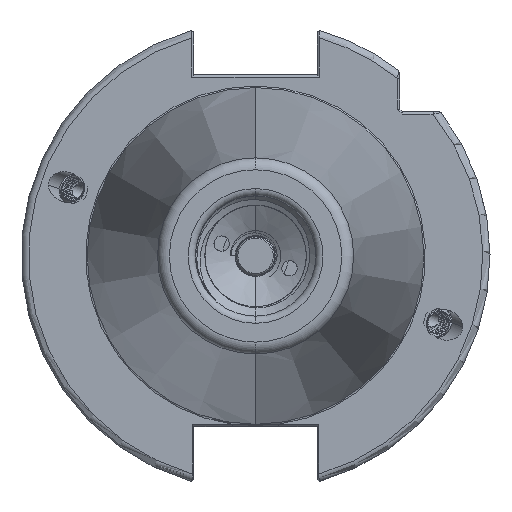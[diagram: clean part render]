
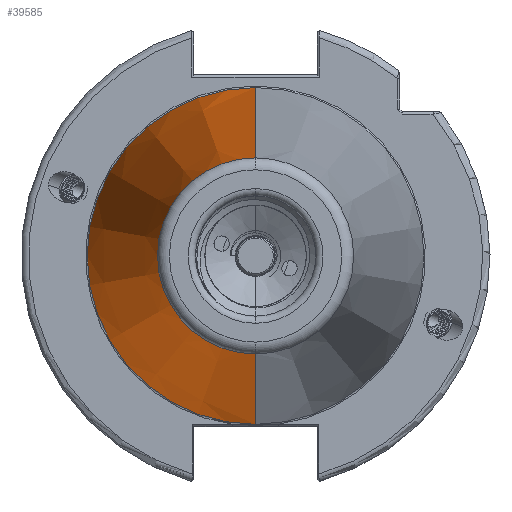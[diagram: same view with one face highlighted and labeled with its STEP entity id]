
A CAD part, left-side view. The second image highlights one B-rep face of the part: STEP entity #39585.
In plain terms, the highlighted conical face has half-angle 8.297 degrees and reference radius 35.392 mm.
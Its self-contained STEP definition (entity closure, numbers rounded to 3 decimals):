
#981 = EDGE_CURVE ( 'NONE', #16478, #16410, #28878, .T. ) ;
#982 = EDGE_CURVE ( 'NONE', #16451, #16410, #28880, .T. ) ;
#1005 = EDGE_CURVE ( 'NONE', #16475, #16478, #28884, .T. ) ;
#1037 = EDGE_CURVE ( 'NONE', #16475, #16454, #28972, .T. ) ;
#1059 = EDGE_CURVE ( 'NONE', #16454, #16451, #28979, .T. ) ;
#3578 = CONICAL_SURFACE ( 'NONE', #18666, 35.392, 0.145 ) ;
#3608 = FACE_OUTER_BOUND ( 'NONE', #16246, .T. ) ;
#13381 = AXIS2_PLACEMENT_3D ( 'NONE', #39411, #39399, #39453 ) ;
#13391 = AXIS2_PLACEMENT_3D ( 'NONE', #38839, #38863, #38867 ) ;
#13398 = AXIS2_PLACEMENT_3D ( 'NONE', #36615, #36618, #36622 ) ;
#16246 = EDGE_LOOP ( 'NONE', ( #17147, #32599, #32602, #32571, #32596 ) ) ;
#16410 = VERTEX_POINT ( 'NONE', #19719 ) ;
#16451 = VERTEX_POINT ( 'NONE', #19775 ) ;
#16454 = VERTEX_POINT ( 'NONE', #19780 ) ;
#16475 = VERTEX_POINT ( 'NONE', #19807 ) ;
#16478 = VERTEX_POINT ( 'NONE', #19851 ) ;
#17147 = ORIENTED_EDGE ( 'NONE', *, *, #1005, .T. ) ;
#18666 = AXIS2_PLACEMENT_3D ( 'NONE', #38271, #38243, #38188 ) ;
#19719 = CARTESIAN_POINT ( 'NONE',  ( -2.5, 0., 35.027 ) ) ;
#19775 = CARTESIAN_POINT ( 'NONE',  ( -2.5, 35.027, 0. ) ) ;
#19780 = CARTESIAN_POINT ( 'NONE',  ( -2.5, 0., -35.027 ) ) ;
#19807 = CARTESIAN_POINT ( 'NONE',  ( -102.811, 0., -20.399 ) ) ;
#19851 = CARTESIAN_POINT ( 'NONE',  ( -102.811, 0., 20.399 ) ) ;
#28878 = LINE ( 'NONE', #36621, #28912 ) ;
#28880 = CIRCLE ( 'NONE', #13398, 35.027 ) ;
#28884 = CIRCLE ( 'NONE', #13391, 20.399 ) ;
#28912 = VECTOR ( 'NONE', #36600, 1000. ) ;
#28959 = VECTOR ( 'NONE', #39203, 1000. ) ;
#28972 = LINE ( 'NONE', #39170, #28959 ) ;
#28979 = CIRCLE ( 'NONE', #13381, 35.027 ) ;
#32571 = ORIENTED_EDGE ( 'NONE', *, *, #1059, .F. ) ;
#32596 = ORIENTED_EDGE ( 'NONE', *, *, #1037, .F. ) ;
#32599 = ORIENTED_EDGE ( 'NONE', *, *, #981, .T. ) ;
#32602 = ORIENTED_EDGE ( 'NONE', *, *, #982, .F. ) ;
#36600 = DIRECTION ( 'NONE',  ( 0.99, 0., 0.144 ) ) ;
#36615 = CARTESIAN_POINT ( 'NONE',  ( -2.5, 0., 0. ) ) ;
#36618 = DIRECTION ( 'NONE',  ( 1., 0., 0. ) ) ;
#36621 = CARTESIAN_POINT ( 'NONE',  ( 0., 0., 35.392 ) ) ;
#36622 = DIRECTION ( 'NONE',  ( 0., 1., 0. ) ) ;
#38188 = DIRECTION ( 'NONE',  ( 0., 0., -1. ) ) ;
#38243 = DIRECTION ( 'NONE',  ( 1., 0., 0. ) ) ;
#38271 = CARTESIAN_POINT ( 'NONE',  ( 0., 0., 0. ) ) ;
#38839 = CARTESIAN_POINT ( 'NONE',  ( -102.811, 0., 0. ) ) ;
#38863 = DIRECTION ( 'NONE',  ( 1., 0., 0. ) ) ;
#38867 = DIRECTION ( 'NONE',  ( 0., 0., 1. ) ) ;
#39170 = CARTESIAN_POINT ( 'NONE',  ( 0., 0., -35.392 ) ) ;
#39203 = DIRECTION ( 'NONE',  ( 0.99, 0., -0.144 ) ) ;
#39399 = DIRECTION ( 'NONE',  ( 1., 0., 0. ) ) ;
#39411 = CARTESIAN_POINT ( 'NONE',  ( -2.5, 0., 0. ) ) ;
#39453 = DIRECTION ( 'NONE',  ( 0., 1., 0. ) ) ;
#39585 = ADVANCED_FACE ( 'NONE', ( #3608 ), #3578, .T. ) ;
